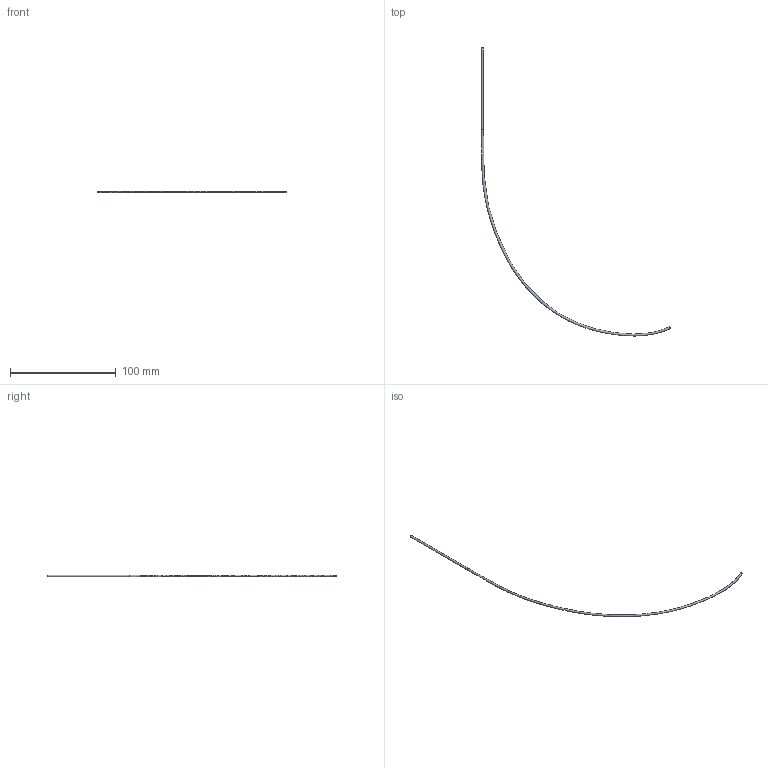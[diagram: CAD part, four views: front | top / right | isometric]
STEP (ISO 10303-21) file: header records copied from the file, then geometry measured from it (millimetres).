
FILE_DESCRIPTION(/* description */ (''),/* implementation_level */ '2;1');
FILE_NAME(/* name */ 'filament red.stp',/* time_stamp */ '2020-11-19T20:22:54+03:00',/* author */ ('Max'),/* organization */ (''),/* preprocessor_version */ 'ST-DEVELOPER v16.5',/* originating_system */ 'Autodesk Inventor 2017',/* authorisation */ '');
FILE_SCHEMA (('AUTOMOTIVE_DESIGN { 1 0 10303 214 3 1 1 }'));
Length unit declared in the file: millimetre
Products named in the file (1): филамент \X2\043A04400430

Bounding box: 178.59 x 272.09 x 1.8 mm (x, y, z)
Volume: 979.1 mm3; surface area: 2182.2 mm2
Topology: 1 solids, 1 shells, 4 faces, 5 edges, 3 vertices
Faces by surface type: plane 2, bspline 1, cylinder 1
Full cylindrical faces by diameter (mm): 1.8 x1
Entity records: 316 total; most frequent: CARTESIAN_POINT 230, DIRECTION 14, ORIENTED_EDGE 8, AXIS2_PLACEMENT_3D 7, EDGE_LOOP 5, FACE_OUTER_BOUND 4, EDGE_CURVE 4, ADVANCED_FACE 4
